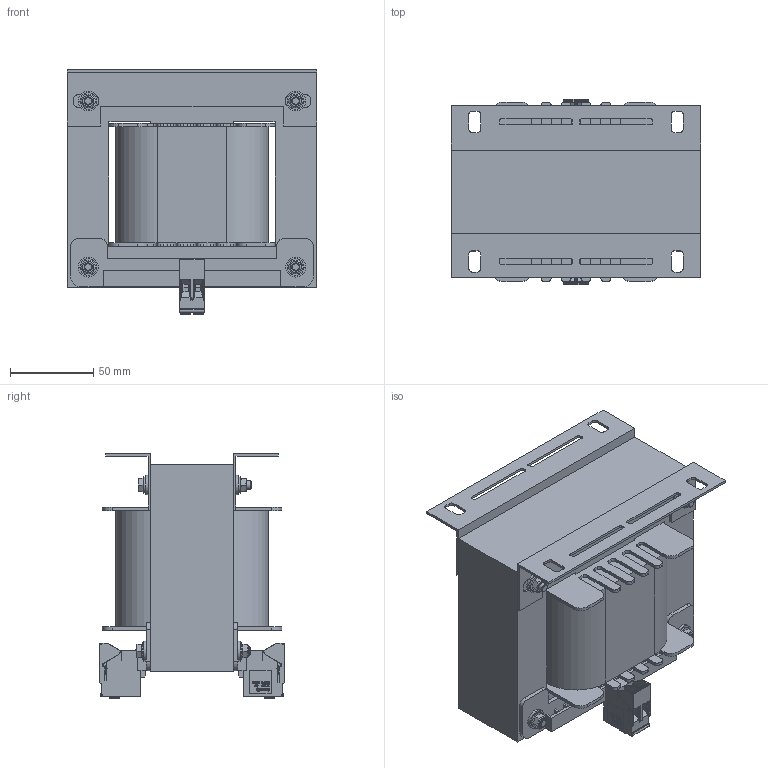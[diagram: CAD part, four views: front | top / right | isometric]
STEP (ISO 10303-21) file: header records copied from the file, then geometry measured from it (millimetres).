
FILE_DESCRIPTION(/* description */ (''),/* implementation_level */ '2;1');
FILE_NAME(/* name */ 'TA001803200.stp',/* time_stamp */ '2022-09-22T09:31:23+02:00',/* author */ ('velazquez'),/* organization */ (''),/* preprocessor_version */ 'ST-DEVELOPER v19.2',/* originating_system */ 'Autodesk Inventor 2023',/* authorisation */ '');
FILE_SCHEMA (('AUTOMOTIVE_DESIGN { 1 0 10303 214 3 1 1 }'));
Products named in the file (11): TA001803200; EI150 x 125 - 50 (RC50); AF50DIN; EI 150 X 125 - 50; EI150; centrador M5; DIN 125 - A 5,3; DIN 933 - M5  x 65; DIN 934 - M5; 1226_TKS_4_2_F; 1226_TKS_4_2_F NARANJA
Assembly tree (32 placements, depth 2):
  TA001803200
    EI150 x 125 - 50 (RC50)
    AF50DIN  x2
    EI 150 X 125 - 50
    EI150  x2
    centrador M5  x8
    DIN 125 - A 5,3  x8
    DIN 933 - M5  x 65  x4
    DIN 934 - M5  x4
    1226_TKS_4_2_F
    1226_TKS_4_2_F NARANJA
Bounding box: 150 x 111.9 x 147.4 mm (x, y, z)
Volume: 1212140.8 mm3; surface area: 216789.2 mm2
Topology: 32 solids, 32 shells, 4008 faces, 11162 edges, 7268 vertices
Faces by surface type: plane 3196, cylinder 568, bspline 108, torus 84, cone 48, sphere 4
Full cylindrical faces by diameter (mm): 4.134 x4, 4.567 x4, 5 x16, 5.3 x8, 5.9 x8, 6.7 x4, 8 x4, 10 x8, 12 x8
Entity records: 125911 total; most frequent: CARTESIAN_POINT 25531, ORIENTED_EDGE 20842, DIRECTION 18755, EDGE_CURVE 10421, LINE 9121, VECTOR 9121, VERTEX_POINT 6795, AXIS2_PLACEMENT_3D 4817
